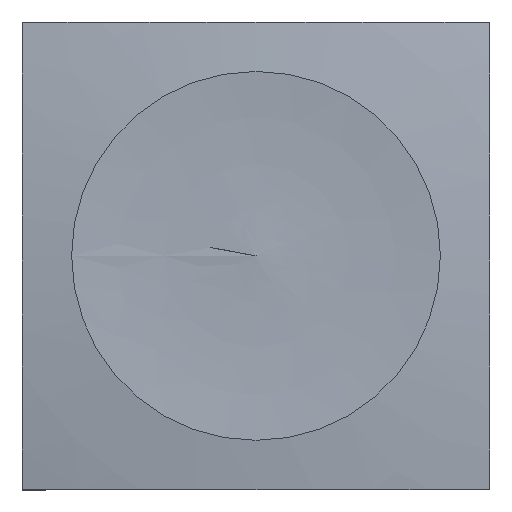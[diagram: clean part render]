
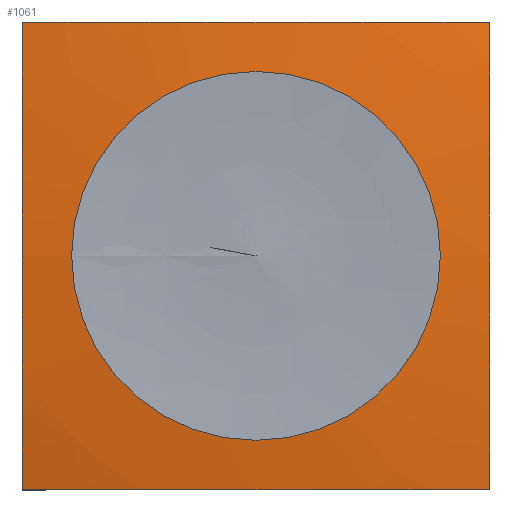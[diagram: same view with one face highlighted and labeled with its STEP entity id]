
A CAD part, top view. The second image highlights one B-rep face of the part: STEP entity #1061.
In plain terms, the highlighted free-form (B-spline) face has degree [2, 2] with [3, 9] control points.
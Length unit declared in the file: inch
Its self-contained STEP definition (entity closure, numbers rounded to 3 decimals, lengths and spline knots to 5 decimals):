
#955=CARTESIAN_POINT('',(0.,-0.32593,0.75984));
#956=VERTEX_POINT('',#955);
#957=CARTESIAN_POINT('',(0.0,0.,0.75984));
#958=DIRECTION('',(0.0,0.0,-1.0));
#959=DIRECTION('',(0.0,1.0,0.0));
#960=AXIS2_PLACEMENT_3D('',#957,#958,#959);
#961=CIRCLE('',#960,0.32593);
#962=EDGE_CURVE('',#956,#956,#961,.T.);
#967=CARTESIAN_POINT('',(0.32593,0.,0.75984));
#968=CARTESIAN_POINT('',(0.45726,0.,0.74629));
#969=CARTESIAN_POINT('',(0.58693,0.,0.72146));
#970=CARTESIAN_POINT('',(0.32593,0.32593,0.75984));
#971=CARTESIAN_POINT('',(0.45726,0.45726,0.74629));
#972=CARTESIAN_POINT('',(0.58693,0.58693,0.72146));
#973=CARTESIAN_POINT('',(0.,0.32593,0.75984));
#974=CARTESIAN_POINT('',(0.,0.45726,0.74629));
#975=CARTESIAN_POINT('',(0.,0.58693,0.72146));
#976=CARTESIAN_POINT('',(-0.32593,0.32593,0.75984));
#977=CARTESIAN_POINT('',(-0.45726,0.45726,0.74629));
#978=CARTESIAN_POINT('',(-0.58693,0.58693,0.72146));
#979=CARTESIAN_POINT('',(-0.32593,0.,0.75984));
#980=CARTESIAN_POINT('',(-0.45726,0.,0.74629));
#981=CARTESIAN_POINT('',(-0.58693,0.,0.72146));
#982=CARTESIAN_POINT('',(-0.32593,-0.32593,0.75984));
#983=CARTESIAN_POINT('',(-0.45726,-0.45726,0.74629));
#984=CARTESIAN_POINT('',(-0.58693,-0.58693,0.72146));
#985=CARTESIAN_POINT('',(0.,-0.32593,0.75984));
#986=CARTESIAN_POINT('',(0.,-0.45726,0.74629));
#987=CARTESIAN_POINT('',(0.,-0.58693,0.72146));
#988=CARTESIAN_POINT('',(0.32593,-0.32593,0.75984));
#989=CARTESIAN_POINT('',(0.45726,-0.45726,0.74629));
#990=CARTESIAN_POINT('',(0.58693,-0.58693,0.72146));
#991=CARTESIAN_POINT('',(0.32593,0.,0.75984));
#992=CARTESIAN_POINT('',(0.45726,0.,0.74629));
#993=CARTESIAN_POINT('',(0.58693,0.,0.72146));
#1001=(BOUNDED_SURFACE()B_SPLINE_SURFACE(2,2,((#967,#970,#973,#976,#979,#982,#985,#988,#991),(#968,#971,#974,#977,#980,#983,#986,#989,#992),(#969,#972,#975,#978,#981,#984,#987,#990,#993)),.UNSPECIFIED.,.F.,.T.,.U.)B_SPLINE_SURFACE_WITH_KNOTS((3,3),(3,2,2,2,3),(-1.46793,-1.38162),(0.0,1.5708,3.14159,4.71239,6.28319),.UNSPECIFIED.)GEOMETRIC_REPRESENTATION_ITEM()RATIONAL_B_SPLINE_SURFACE(((1.0,0.707,1.0,0.707,1.0,0.707,1.0,0.707,1.0),(0.999,0.706,0.999,0.706,0.999,0.706,0.999,0.706,0.999),(1.0,0.707,1.0,0.707,1.0,0.707,1.0,0.707,1.0)))REPRESENTATION_ITEM('')SURFACE());
#1002=ORIENTED_EDGE('',*,*,#962,.T.);
#1003=EDGE_LOOP('',(#1002));
#1004=FACE_OUTER_BOUND('',#1003,.T.);
#1005=CARTESIAN_POINT('',(0.41339,-0.41339,0.7219));
#1006=VERTEX_POINT('',#1005);
#1007=CARTESIAN_POINT('',(0.,-0.41339,0.74954));
#1008=VERTEX_POINT('',#1007);
#1009=CARTESIAN_POINT('',(0.41339,-0.41339,0.7219));
#1010=CARTESIAN_POINT('',(0.2724,-0.41339,0.74091));
#1011=CARTESIAN_POINT('',(0.13275,-0.41339,0.74954));
#1012=CARTESIAN_POINT('',(0.,-0.41339,0.74954));
#1013=B_SPLINE_CURVE_WITH_KNOTS('',3,(#1009,#1010,#1011,#1012),.UNSPECIFIED.,.F.,.U.,(4,4),(-0.39824,0.),.UNSPECIFIED.);
#1014=EDGE_CURVE('',#1006,#1008,#1013,.T.);
#1015=ORIENTED_EDGE('',*,*,#1014,.F.);
#1016=CARTESIAN_POINT('',(0.41339,0.41339,0.7219));
#1017=VERTEX_POINT('',#1016);
#1018=CARTESIAN_POINT('',(0.41339,0.41339,0.7219));
#1019=CARTESIAN_POINT('',(0.41339,0.2724,0.74091));
#1020=CARTESIAN_POINT('',(0.41339,0.13275,0.74954));
#1021=CARTESIAN_POINT('',(0.41339,0.,0.74954));
#1022=CARTESIAN_POINT('',(0.41339,-0.13275,0.74954));
#1023=CARTESIAN_POINT('',(0.41339,-0.2724,0.74091));
#1024=CARTESIAN_POINT('',(0.41339,-0.41339,0.7219));
#1025=B_SPLINE_CURVE_WITH_KNOTS('',3,(#1018,#1019,#1020,#1021,#1022,#1023,#1024),.UNSPECIFIED.,.F.,.U.,(4,3,4),(-0.39824,0.0,0.39824),.UNSPECIFIED.);
#1026=EDGE_CURVE('',#1017,#1006,#1025,.T.);
#1027=ORIENTED_EDGE('',*,*,#1026,.F.);
#1028=CARTESIAN_POINT('',(-0.41339,0.41339,0.7219));
#1029=VERTEX_POINT('',#1028);
#1030=CARTESIAN_POINT('',(-0.41339,0.41339,0.7219));
#1031=CARTESIAN_POINT('',(-0.2724,0.41339,0.74091));
#1032=CARTESIAN_POINT('',(-0.13275,0.41339,0.74954));
#1033=CARTESIAN_POINT('',(0.,0.41339,0.74954));
#1034=CARTESIAN_POINT('',(0.13275,0.41339,0.74954));
#1035=CARTESIAN_POINT('',(0.2724,0.41339,0.74091));
#1036=CARTESIAN_POINT('',(0.41339,0.41339,0.7219));
#1037=B_SPLINE_CURVE_WITH_KNOTS('',3,(#1030,#1031,#1032,#1033,#1034,#1035,#1036),.UNSPECIFIED.,.F.,.U.,(4,3,4),(-0.39824,0.0,0.39824),.UNSPECIFIED.);
#1038=EDGE_CURVE('',#1029,#1017,#1037,.T.);
#1039=ORIENTED_EDGE('',*,*,#1038,.F.);
#1040=CARTESIAN_POINT('',(-0.41339,-0.41339,0.7219));
#1041=VERTEX_POINT('',#1040);
#1042=CARTESIAN_POINT('',(-0.41339,-0.41339,0.7219));
#1043=CARTESIAN_POINT('',(-0.41339,-0.2724,0.74091));
#1044=CARTESIAN_POINT('',(-0.41339,-0.13275,0.74954));
#1045=CARTESIAN_POINT('',(-0.41339,0.,0.74954));
#1046=CARTESIAN_POINT('',(-0.41339,0.13275,0.74954));
#1047=CARTESIAN_POINT('',(-0.41339,0.2724,0.74091));
#1048=CARTESIAN_POINT('',(-0.41339,0.41339,0.7219));
#1049=B_SPLINE_CURVE_WITH_KNOTS('',3,(#1042,#1043,#1044,#1045,#1046,#1047,#1048),.UNSPECIFIED.,.F.,.U.,(4,3,4),(-0.39824,0.0,0.39824),.UNSPECIFIED.);
#1050=EDGE_CURVE('',#1041,#1029,#1049,.T.);
#1051=ORIENTED_EDGE('',*,*,#1050,.F.);
#1052=CARTESIAN_POINT('',(0.,-0.41339,0.74954));
#1053=CARTESIAN_POINT('',(-0.13275,-0.41339,0.74954));
#1054=CARTESIAN_POINT('',(-0.2724,-0.41339,0.74091));
#1055=CARTESIAN_POINT('',(-0.41339,-0.41339,0.7219));
#1056=B_SPLINE_CURVE_WITH_KNOTS('',3,(#1052,#1053,#1054,#1055),.UNSPECIFIED.,.F.,.U.,(4,4),(-17.99715,-17.59892),.UNSPECIFIED.);
#1057=EDGE_CURVE('',#1008,#1041,#1056,.T.);
#1058=ORIENTED_EDGE('',*,*,#1057,.F.);
#1059=EDGE_LOOP('',(#1015,#1027,#1039,#1051,#1058));
#1060=FACE_BOUND('',#1059,.T.);
#1061=ADVANCED_FACE('',(#1004,#1060),#1001,.T.);
